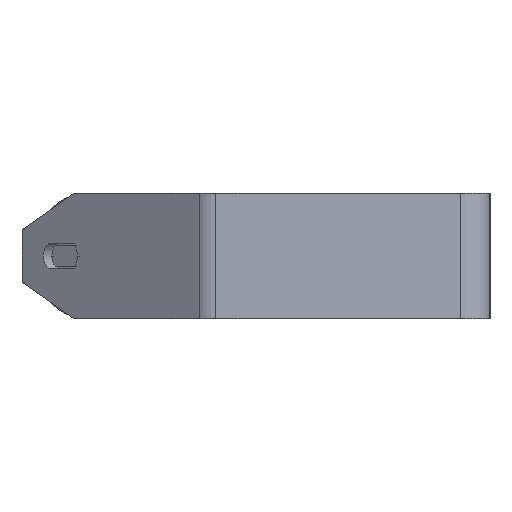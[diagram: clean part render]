
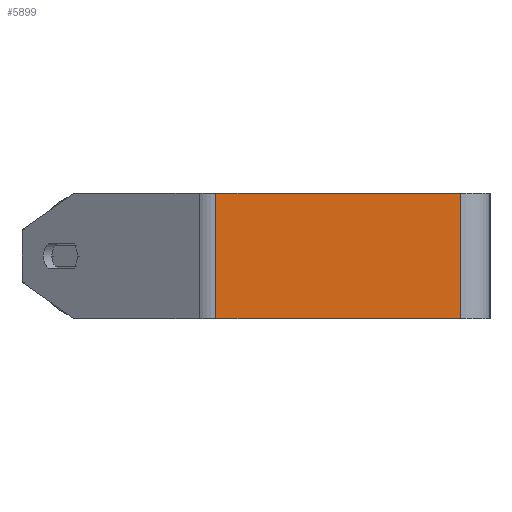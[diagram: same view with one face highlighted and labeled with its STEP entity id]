
A CAD part, left-side view. The second image highlights one B-rep face of the part: STEP entity #5899.
In plain terms, the highlighted planar face has unit normal (-1, 0, 0).
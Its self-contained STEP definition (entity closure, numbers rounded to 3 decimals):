
#84 = LINE ( 'NONE', #2837, #5386 ) ;
#371 = ORIENTED_EDGE ( 'NONE', *, *, #1051, .F. ) ;
#737 = FACE_OUTER_BOUND ( 'NONE', #2306, .T. ) ;
#761 = DIRECTION ( 'NONE',  ( 0., 0., -1. ) ) ;
#801 = LINE ( 'NONE', #7245, #6393 ) ;
#1051 = EDGE_CURVE ( 'NONE', #1334, #2139, #84, .T. ) ;
#1334 = VERTEX_POINT ( 'NONE', #7027 ) ;
#1567 = LINE ( 'NONE', #4772, #7438 ) ;
#1859 = VERTEX_POINT ( 'NONE', #4088 ) ;
#2086 = ORIENTED_EDGE ( 'NONE', *, *, #3277, .F. ) ;
#2139 = VERTEX_POINT ( 'NONE', #4282 ) ;
#2306 = EDGE_LOOP ( 'NONE', ( #2963, #371, #2086, #3545 ) ) ;
#2685 = PLANE ( 'NONE',  #7348 ) ;
#2719 = EDGE_CURVE ( 'NONE', #1859, #2139, #1567, .T. ) ;
#2837 = CARTESIAN_POINT ( 'NONE',  ( -360., 14., 30. ) ) ;
#2963 = ORIENTED_EDGE ( 'NONE', *, *, #2719, .T. ) ;
#3277 = EDGE_CURVE ( 'NONE', #7564, #1334, #7517, .T. ) ;
#3409 = DIRECTION ( 'NONE',  ( 0., -1., 0. ) ) ;
#3545 = ORIENTED_EDGE ( 'NONE', *, *, #7546, .T. ) ;
#3692 = CARTESIAN_POINT ( 'NONE',  ( -360., 135.953, 30. ) ) ;
#4088 = CARTESIAN_POINT ( 'NONE',  ( -360., 131.539, -30. ) ) ;
#4282 = CARTESIAN_POINT ( 'NONE',  ( -360., 14., -30. ) ) ;
#4772 = CARTESIAN_POINT ( 'NONE',  ( -360., 135.953, -30. ) ) ;
#5202 = CARTESIAN_POINT ( 'NONE',  ( -360., 135.953, 30. ) ) ;
#5318 = DIRECTION ( 'NONE',  ( 0., 0., -1. ) ) ;
#5386 = VECTOR ( 'NONE', #5318, 1000. ) ;
#5899 = ADVANCED_FACE ( 'NONE', ( #737 ), #2685, .F. ) ;
#5958 = CARTESIAN_POINT ( 'NONE',  ( -360., 131.539, 30. ) ) ;
#6211 = VECTOR ( 'NONE', #6300, 1000. ) ;
#6300 = DIRECTION ( 'NONE',  ( 0., -1., 0. ) ) ;
#6393 = VECTOR ( 'NONE', #761, 1000. ) ;
#7027 = CARTESIAN_POINT ( 'NONE',  ( -360., 14., 30. ) ) ;
#7245 = CARTESIAN_POINT ( 'NONE',  ( -360., 131.539, 30. ) ) ;
#7348 = AXIS2_PLACEMENT_3D ( 'NONE', #5202, #7812, #8409 ) ;
#7438 = VECTOR ( 'NONE', #3409, 1000. ) ;
#7517 = LINE ( 'NONE', #3692, #6211 ) ;
#7546 = EDGE_CURVE ( 'NONE', #7564, #1859, #801, .T. ) ;
#7564 = VERTEX_POINT ( 'NONE', #5958 ) ;
#7812 = DIRECTION ( 'NONE',  ( 1., 0., 0. ) ) ;
#8409 = DIRECTION ( 'NONE',  ( 0., 0., -1. ) ) ;
